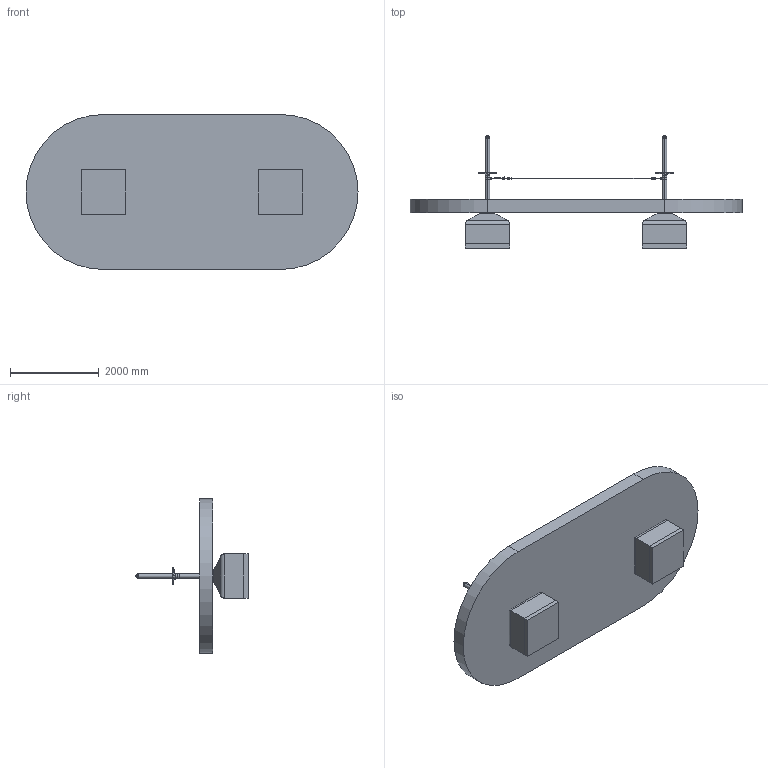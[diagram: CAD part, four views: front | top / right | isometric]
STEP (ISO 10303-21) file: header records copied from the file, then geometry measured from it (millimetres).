
FILE_DESCRIPTION (( 'STEP AP214' ), '1' );
FILE_NAME ('Slackline-4000.STEP', '2015-08-26T06:18:00', ( '' ), ( '' ), 'SwSTEP 2.0', 'SolidWorks 2015', '' );
FILE_SCHEMA (( 'AUTOMOTIVE_DESIGN' ));
Length unit declared in the file: millimetre
Products named in the file (28): Schelle f黵 102er Rohr; 35-12-1478 - Spannschloss M12 90°; Hex Nut Style 1 GradeAB_DIN_Hexagon Nut ISO 4032 - M12 - D - N; Hex Nut Style 1 GradeAB_DIN_Hexagon Nut ISO 4032 - M10 - D - N; Hex Bolt GradeAB_DIN_ISO 4014 - M10 x 50 x 26-N; Spannschloss Teil II; Seil2900_Standard<Wie bearbeitet>; Spannschloss Teil I; Schelle f黵 Fundament; Triangel mit Spannschloß3er; prevailing torque nut style 1 insert_din_DIN EN ISO 7040 - M10 - N; 457-04 - Kunststoff Kausche; conical spring washer 2_din_DIN 6908-9.3-FSt; 457-07 - Kunststoff Kausche; 46-02-1295T - Triangel; studbolt_din_DIN 976-1 -- M10 x 180 A-- C; 35-102 - Pfostenschelle f黵 102er Rohr; Sicherheitsbereich; Sauberkeitsschicht1; Platte Durchmesser 400 mm blau; Fundament1; Abdeckkappe ﾘ 102 mm; Schellenbefestigung fuer blaue Platte; Pfosten; Lasche 3x; Mutter; Slackline-4000; Schlossschraube M10x30
Assembly tree (45 placements, depth 3):
  Slackline-4000
    Pfosten
    Abdeckkappe ﾘ 102 mm  x2
    Platte Durchmesser 400 mm blau  x2
    Sicherheitsbereich
    35-102 - Pfostenschelle f黵 102er Rohr  x2
    Triangel mit Spannschloß3er  x2
      46-02-1295T - Triangel
      457-07 - Kunststoff Kausche
      457-04 - Kunststoff Kausche
    35-12-1478 - Spannschloss M12 90°
      Spannschloss Teil I
      Spannschloss Teil II  x2
      Hex Bolt GradeAB_DIN_ISO 4014 - M10 x 50 x 26-N  x2
      Hex Nut Style 1 GradeAB_DIN_Hexagon Nut ISO 4032 - M10 - D - N  x2
      Hex Nut Style 1 GradeAB_DIN_Hexagon Nut ISO 4032 - M12 - D - N  x2
    Schellenbefestigung fuer blaue Platte  x2
      Schelle f黵 102er Rohr
      Schlossschraube M10x30
      Mutter
      Lasche 3x
    Fundament1  x2
    Sauberkeitsschicht1  x2
    Schelle f黵 Fundament  x2
      35-102 - Pfostenschelle f黵 102er Rohr
      studbolt_din_DIN 976-1 -- M10 x 180 A-- C
      conical spring washer 2_din_DIN 6908-9.3-FSt
      prevailing torque nut style 1 insert_din_DIN EN ISO 7040 - M10 - N
    Seil2900_Standard<Wie bearbeitet>  x3
Bounding box: 7500 x 2538.96 x 3500 mm (x, y, z)
Volume: 8486878921 mm3; surface area: 69768358 mm2
Topology: 73 solids, 73 shells, 2128 faces, 5228 edges, 3270 vertices
Faces by surface type: plane 778, cylinder 596, torus 372, bspline 212, cone 160, sphere 10
Entity records: 33125 total; most frequent: CARTESIAN_POINT 11428, ORIENTED_EDGE 4024, DIRECTION 3968, EDGE_CURVE 2012, AXIS2_PLACEMENT_3D 1542, VERTEX_POINT 1250, EDGE_LOOP 894, VECTOR 884
